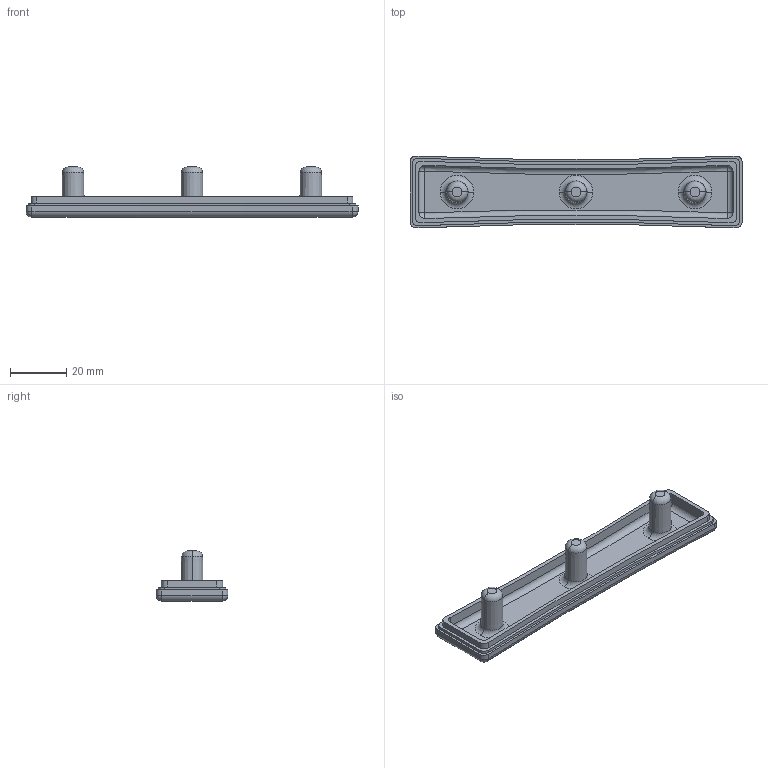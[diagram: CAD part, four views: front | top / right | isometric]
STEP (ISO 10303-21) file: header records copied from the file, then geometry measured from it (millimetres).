
FILE_DESCRIPTION (( 'STEP AP203' ), '1' );
FILE_NAME ('3D Printable Organizer Handle.STEP', '2024-04-12T19:46:41', ( '' ), ( '' ), 'SwSTEP 2.0', 'SolidWorks 2024', '' );
FILE_SCHEMA (( 'CONFIG_CONTROL_DESIGN' ));
Length unit declared in the file: inch
Products named in the file (1): 3D Printable Organizer Handle
Bounding box: 117.73 x 25.46 x 17.78 mm (x, y, z)
Volume: 10140.5 mm3; surface area: 9646.5 mm2
Topology: 1 solids, 1 shells, 77 faces, 177 edges, 100 vertices
Faces by surface type: cylinder 28, torus 16, plane 16, sphere 11, cone 6
Entity records: 2199 total; most frequent: DIRECTION 434, CARTESIAN_POINT 345, ORIENTED_EDGE 336, AXIS2_PLACEMENT_3D 188, EDGE_CURVE 168, CIRCLE 110, VERTEX_POINT 99, EDGE_LOOP 83
